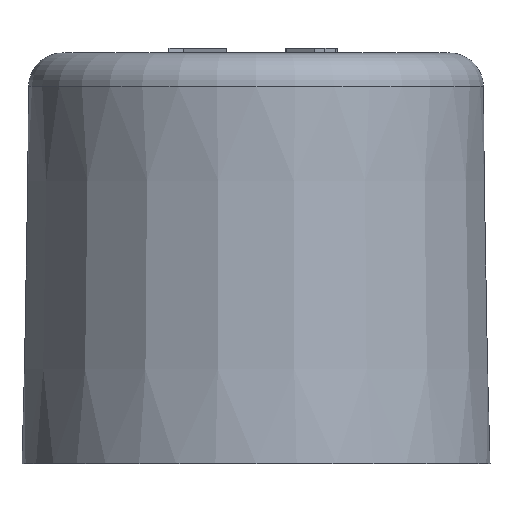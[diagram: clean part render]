
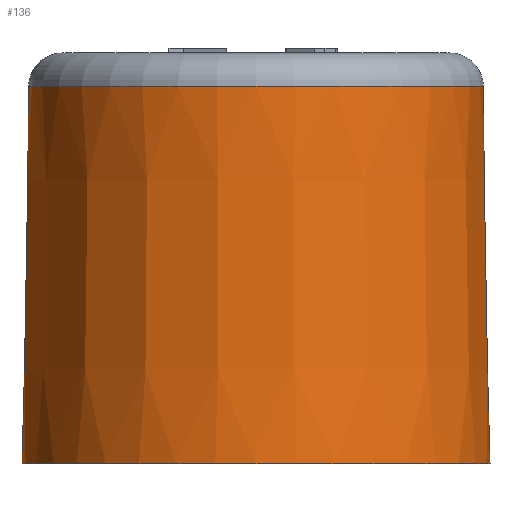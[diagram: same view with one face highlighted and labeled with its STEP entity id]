
A CAD part, left-side view. The second image highlights one B-rep face of the part: STEP entity #136.
In plain terms, the highlighted conical face has half-angle 1 degrees and reference radius 24.2 mm.
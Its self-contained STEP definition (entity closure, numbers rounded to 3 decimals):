
#136 = ADVANCED_FACE( '', ( #286, #287 ), #288, .T. );
#286 = FACE_BOUND( '', #451, .T. );
#287 = FACE_OUTER_BOUND( '', #452, .T. );
#288 = CONICAL_SURFACE( '', #453, 24.199, 0.017 );
#451 = EDGE_LOOP( '', ( #983 ) );
#452 = EDGE_LOOP( '', ( #984 ) );
#453 = AXIS2_PLACEMENT_3D( '', #985, #986, #987 );
#983 = ORIENTED_EDGE( '', *, *, #1253, .F. );
#984 = ORIENTED_EDGE( '', *, *, #1140, .T. );
#985 = CARTESIAN_POINT( '', ( 0., 0., 0. ) );
#986 = DIRECTION( '', ( 0., 0., -1. ) );
#987 = DIRECTION( '', ( -1., 0., 0. ) );
#1140 = EDGE_CURVE( '', #1367, #1367, #1368, .T. );
#1253 = EDGE_CURVE( '', #1542, #1542, #1543, .T. );
#1367 = VERTEX_POINT( '', #1772 );
#1368 = CIRCLE( '', #1773, 24.199 );
#1542 = VERTEX_POINT( '', #2116 );
#1543 = CIRCLE( '', #2117, 23.518 );
#1772 = CARTESIAN_POINT( '', ( 24.199, 0., 0. ) );
#1773 = AXIS2_PLACEMENT_3D( '', #2168, #2169, #2170 );
#2116 = CARTESIAN_POINT( '', ( 23.518, 0., 39.061 ) );
#2117 = AXIS2_PLACEMENT_3D( '', #2267, #2268, #2269 );
#2168 = CARTESIAN_POINT( '', ( 0., 0., 0. ) );
#2169 = DIRECTION( '', ( 0., 0., 1. ) );
#2170 = DIRECTION( '', ( 1., 0., 0. ) );
#2267 = CARTESIAN_POINT( '', ( 0., 0., 39.061 ) );
#2268 = DIRECTION( '', ( 0., 0., 1. ) );
#2269 = DIRECTION( '', ( 1., 0., 0. ) );
